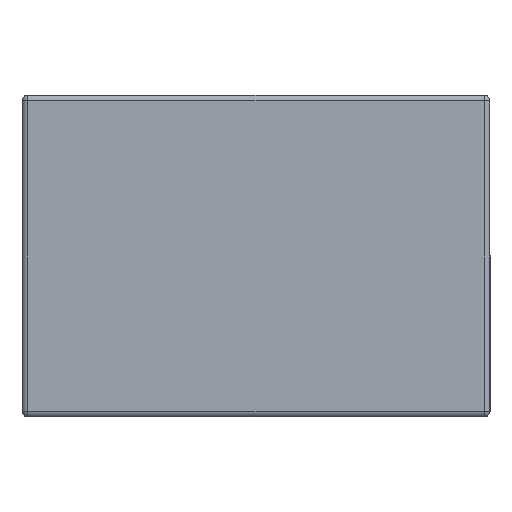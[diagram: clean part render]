
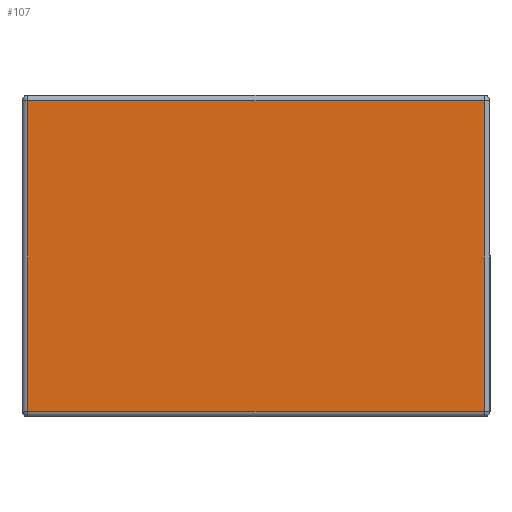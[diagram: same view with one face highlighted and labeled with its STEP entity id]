
A CAD part, front view. The second image highlights one B-rep face of the part: STEP entity #107.
In plain terms, the highlighted planar face has unit normal (0, -1, 0).
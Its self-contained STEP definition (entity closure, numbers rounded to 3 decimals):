
#107 = ADVANCED_FACE( '', ( #204 ), #205, .T. );
#204 = FACE_OUTER_BOUND( '', #302, .T. );
#205 = PLANE( '', #303 );
#302 = EDGE_LOOP( '', ( #397, #398, #399, #400 ) );
#303 = AXIS2_PLACEMENT_3D( '', #401, #402, #403 );
#397 = ORIENTED_EDGE( '', *, *, #624, .T. );
#398 = ORIENTED_EDGE( '', *, *, #625, .T. );
#399 = ORIENTED_EDGE( '', *, *, #626, .T. );
#400 = ORIENTED_EDGE( '', *, *, #627, .T. );
#401 = CARTESIAN_POINT( '', ( -0.8, -0.5, -0.55 ) );
#402 = DIRECTION( '', ( 0., -1., 0. ) );
#403 = DIRECTION( '', ( 0., 0., -1. ) );
#624 = EDGE_CURVE( '', #719, #703, #720, .T. );
#625 = EDGE_CURVE( '', #703, #721, #722, .T. );
#626 = EDGE_CURVE( '', #721, #723, #724, .T. );
#627 = EDGE_CURVE( '', #723, #719, #725, .T. );
#703 = VERTEX_POINT( '', #827 );
#719 = VERTEX_POINT( '', #845 );
#720 = LINE( '', #846, #847 );
#721 = VERTEX_POINT( '', #848 );
#722 = LINE( '', #849, #850 );
#723 = VERTEX_POINT( '', #851 );
#724 = LINE( '', #852, #853 );
#725 = LINE( '', #854, #855 );
#827 = CARTESIAN_POINT( '', ( -0.78, -0.5, -0.53 ) );
#845 = CARTESIAN_POINT( '', ( -0.78, -0.5, 0.53 ) );
#846 = CARTESIAN_POINT( '', ( -0.78, -0.5, -0.55 ) );
#847 = VECTOR( '', #1003, 1000. );
#848 = CARTESIAN_POINT( '', ( 0.78, -0.5, -0.53 ) );
#849 = CARTESIAN_POINT( '', ( 0.8, -0.5, -0.53 ) );
#850 = VECTOR( '', #1004, 1000. );
#851 = CARTESIAN_POINT( '', ( 0.78, -0.5, 0.53 ) );
#852 = CARTESIAN_POINT( '', ( 0.78, -0.5, 0.55 ) );
#853 = VECTOR( '', #1005, 1000. );
#854 = CARTESIAN_POINT( '', ( -0.8, -0.5, 0.53 ) );
#855 = VECTOR( '', #1006, 1000. );
#1003 = DIRECTION( '', ( 0., 0., -1. ) );
#1004 = DIRECTION( '', ( 1., 0., 0. ) );
#1005 = DIRECTION( '', ( 0., 0., 1. ) );
#1006 = DIRECTION( '', ( -1., 0., 0. ) );
